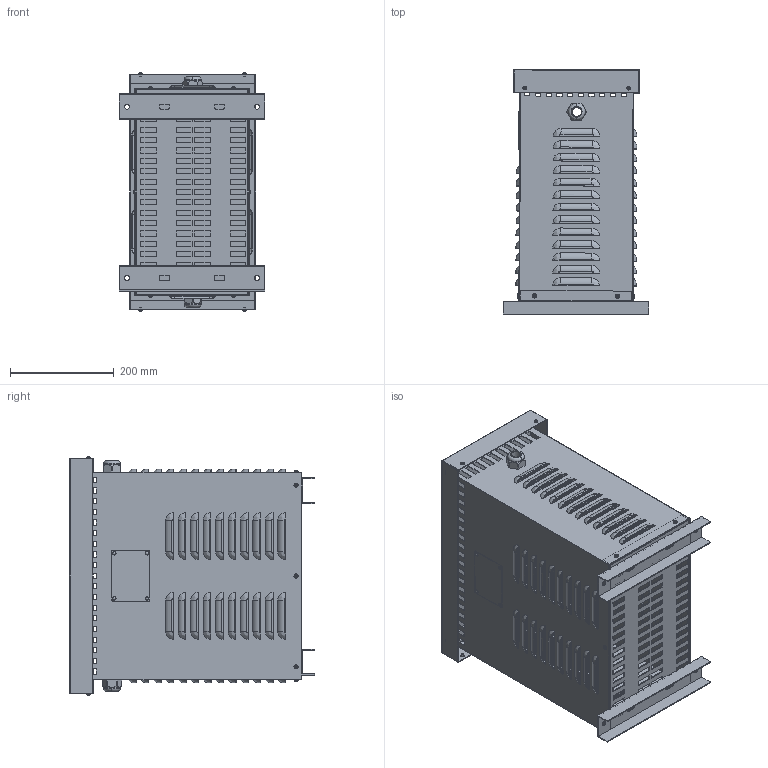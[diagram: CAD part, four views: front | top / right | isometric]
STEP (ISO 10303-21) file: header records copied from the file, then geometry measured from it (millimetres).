
FILE_DESCRIPTION(/* description */ (''),/* implementation_level */ '2;1');
FILE_NAME(/* name */ 'YAQ03205463.stp',/* time_stamp */ '2023-06-08T12:31:10+02:00',/* author */ ('velazquez'),/* organization */ (''),/* preprocessor_version */ 'ST-DEVELOPER v19.2',/* originating_system */ 'Autodesk Inventor 2023',/* authorisation */ '');
FILE_SCHEMA (('AP203_CONFIGURATION_CONTROLLED_3D_DESIGN_OF_MECHANICAL_PARTS_AND_ASSEMBLIES_MIM_LF { 1 0 10303 203 3 1 4 }','AUTOMOTIVE_DESIGN { 1 0 10303 214 3 1 1 }'));
Length unit declared in the file: millimetre
Products named in the file (10): YAQ03205463; CUERPO CAJA 15KVA; BASE CAJA 15 KVA; PATA CAJA 15KVA NACIONAL; PLACA CARACTERISTICAS; TAPA SUPERIOR CAJA 15KVA; ISO 7045 - M3,5 x 5 - 4.8 - H; ISO 7045 - M4 x 5 - 4.8 - H; IFI 521 - 41, TPHSSPMBR; 1411145
Assembly tree (26 placements, depth 2):
  YAQ03205463
    CUERPO CAJA 15KVA
    BASE CAJA 15 KVA
    PATA CAJA 15KVA NACIONAL  x2
    PLACA CARACTERISTICAS
    TAPA SUPERIOR CAJA 15KVA
    ISO 7045 - M4 x 5 - 4.8 - H  x10
    ISO 7045 - M3,5 x 5 - 4.8 - H  x4
    IFI 521 - 41, TPHSSPMBR  x4
    1411145  x2
Bounding box: 280.08 x 472.34 x 459.12 mm (x, y, z)
Volume: 1655191.8 mm3; surface area: 1780794.8 mm2
Topology: 26 solids, 26 shells, 2110 faces, 5850 edges, 3677 vertices
Faces by surface type: plane 1086, cylinder 450, bspline 292, cone 172, torus 92, sphere 18
Full cylindrical faces by diameter (mm): 3.175 x4, 3.2 x4, 3.5 x4, 3.621 x10, 4 x18, 4.5 x24, 9.6 x4, 30 x2
Entity records: 56360 total; most frequent: CARTESIAN_POINT 11889, ORIENTED_EDGE 9008, DIRECTION 8679, EDGE_CURVE 4504, LINE 3009, VECTOR 3009, VERTEX_POINT 2883, AXIS2_PLACEMENT_3D 2835
